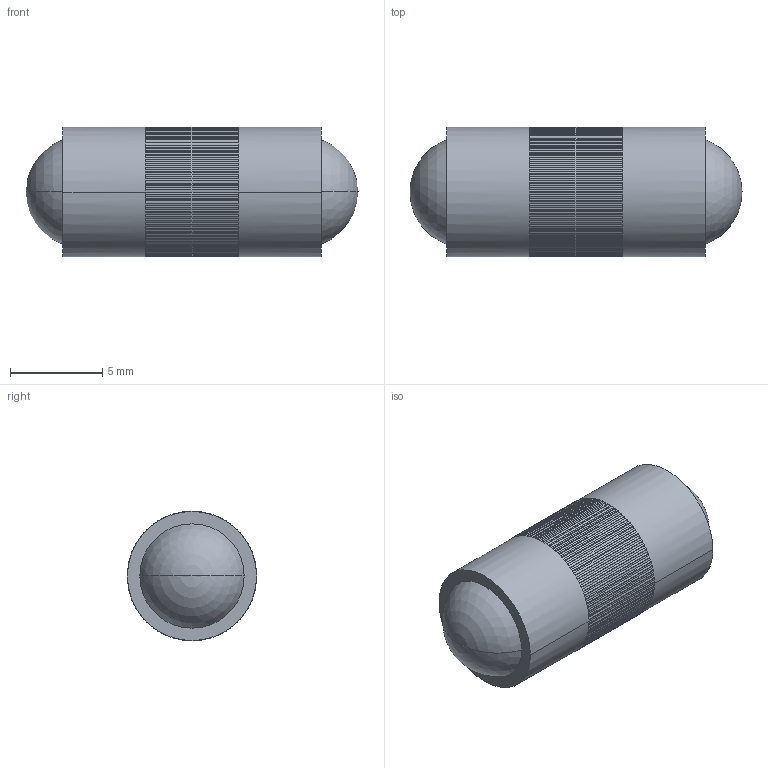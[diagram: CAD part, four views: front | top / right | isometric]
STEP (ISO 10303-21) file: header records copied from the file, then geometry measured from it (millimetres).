
FILE_DESCRIPTION(('STEP AP214'),'1');
FILE_NAME(' ',' ',('TraceParts'),('TraceParts S.A.'),'XStep 1.0',' ',' ');
FILE_SCHEMA(('automotive_design'));
Length unit declared in the file: millimetre
Products named in the file (1): 1
Bounding box: 18 x 7.03 x 7.03 mm (x, y, z)
Volume: 371.9 mm3; surface area: 790.1 mm2
Topology: 1 solids, 4 shells, 476 faces, 1044 edges, 568 vertices
Faces by surface type: plane 364, cylinder 100, sphere 12
Entity records: 24470 total; most frequent: DIRECTION 2386, STYLED_ITEM 2081, PRESENTATION_STYLE_ASSIGNMENT 2081, CARTESIAN_POINT 2081, COLOUR_RGB 2081, ORIENTED_EDGE 2080, EDGE_CURVE 1036, CURVE_STYLE 1036
